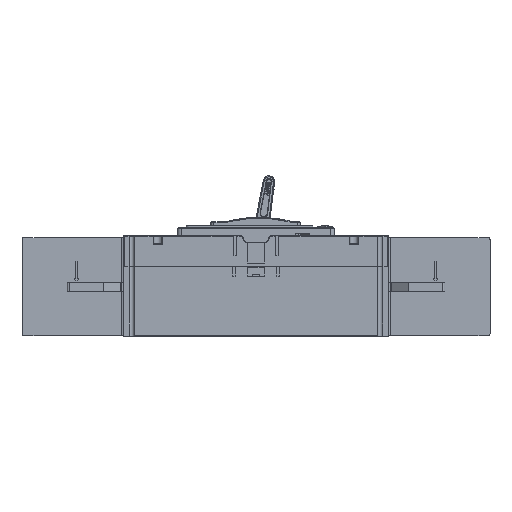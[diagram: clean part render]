
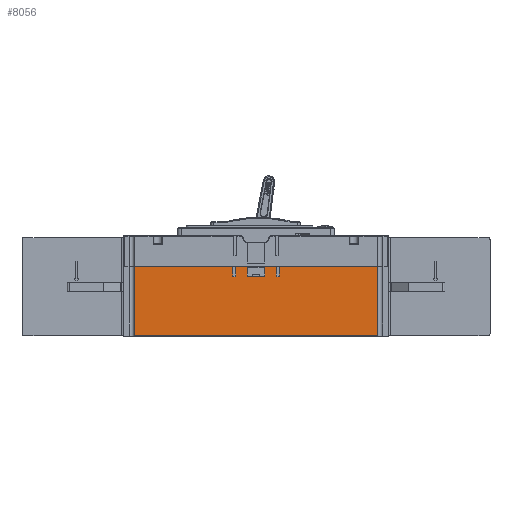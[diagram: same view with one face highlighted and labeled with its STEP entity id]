
A CAD part, left-side view. The second image highlights one B-rep face of the part: STEP entity #8056.
In plain terms, the highlighted planar face has unit normal (-1, 0, 0).
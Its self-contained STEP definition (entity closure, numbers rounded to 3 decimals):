
#8056=ADVANCED_FACE('',(#15704),#11369,.F.);
#11369=PLANE('',#95209);
#15704=FACE_OUTER_BOUND('',#20563,.T.);
#20563=EDGE_LOOP('',(#42905,#42906,#42907,#42908,#42909,#42910,#42911,#42912,
#42913,#42914,#42915,#42916,#42917,#42918,#42919,#42920,#42921,#42922,#42923,
#42924,#42925,#42926));
#24279=CIRCLE('',#95203,0.5);
#24280=CIRCLE('',#95204,0.5);
#24281=CIRCLE('',#95205,0.5);
#24282=CIRCLE('',#95206,0.5);
#24283=CIRCLE('',#95207,0.5);
#24284=CIRCLE('',#95208,0.5);
#42905=ORIENTED_EDGE('',*,*,#68110,.F.);
#42906=ORIENTED_EDGE('',*,*,#68111,.T.);
#42907=ORIENTED_EDGE('',*,*,#68112,.T.);
#42908=ORIENTED_EDGE('',*,*,#68113,.T.);
#42909=ORIENTED_EDGE('',*,*,#68114,.T.);
#42910=ORIENTED_EDGE('',*,*,#68115,.T.);
#42911=ORIENTED_EDGE('',*,*,#68116,.F.);
#42912=ORIENTED_EDGE('',*,*,#68117,.T.);
#42913=ORIENTED_EDGE('',*,*,#68118,.F.);
#42914=ORIENTED_EDGE('',*,*,#68119,.T.);
#42915=ORIENTED_EDGE('',*,*,#68120,.T.);
#42916=ORIENTED_EDGE('',*,*,#68121,.T.);
#42917=ORIENTED_EDGE('',*,*,#68122,.F.);
#42918=ORIENTED_EDGE('',*,*,#68123,.T.);
#42919=ORIENTED_EDGE('',*,*,#68124,.T.);
#42920=ORIENTED_EDGE('',*,*,#68125,.T.);
#42921=ORIENTED_EDGE('',*,*,#68126,.F.);
#42922=ORIENTED_EDGE('',*,*,#68127,.T.);
#42923=ORIENTED_EDGE('',*,*,#68128,.F.);
#42924=ORIENTED_EDGE('',*,*,#68129,.T.);
#42925=ORIENTED_EDGE('',*,*,#68130,.F.);
#42926=ORIENTED_EDGE('',*,*,#68131,.T.);
#56518=VERTEX_POINT('',#149717);
#56519=VERTEX_POINT('',#149718);
#56520=VERTEX_POINT('',#149720);
#56521=VERTEX_POINT('',#149722);
#56522=VERTEX_POINT('',#149724);
#56523=VERTEX_POINT('',#149726);
#56524=VERTEX_POINT('',#149728);
#56525=VERTEX_POINT('',#149730);
#56526=VERTEX_POINT('',#149732);
#56527=VERTEX_POINT('',#149734);
#56528=VERTEX_POINT('',#149736);
#56529=VERTEX_POINT('',#149738);
#56530=VERTEX_POINT('',#149740);
#56531=VERTEX_POINT('',#149742);
#56532=VERTEX_POINT('',#149744);
#56533=VERTEX_POINT('',#149746);
#56534=VERTEX_POINT('',#149748);
#56535=VERTEX_POINT('',#149750);
#56536=VERTEX_POINT('',#149752);
#56537=VERTEX_POINT('',#149754);
#56538=VERTEX_POINT('',#149756);
#56539=VERTEX_POINT('',#149758);
#68110=EDGE_CURVE('',#56518,#56519,#77886,.T.);
#68111=EDGE_CURVE('',#56518,#56520,#24279,.T.);
#68112=EDGE_CURVE('',#56520,#56521,#77887,.T.);
#68113=EDGE_CURVE('',#56521,#56522,#77888,.T.);
#68114=EDGE_CURVE('',#56522,#56523,#77889,.T.);
#68115=EDGE_CURVE('',#56523,#56524,#24280,.T.);
#68116=EDGE_CURVE('',#56525,#56524,#77890,.T.);
#68117=EDGE_CURVE('',#56525,#56526,#24281,.T.);
#68118=EDGE_CURVE('',#56527,#56526,#77891,.T.);
#68119=EDGE_CURVE('',#56527,#56528,#77892,.T.);
#68120=EDGE_CURVE('',#56528,#56529,#77893,.T.);
#68121=EDGE_CURVE('',#56529,#56530,#77894,.T.);
#68122=EDGE_CURVE('',#56531,#56530,#77895,.T.);
#68123=EDGE_CURVE('',#56531,#56532,#77896,.T.);
#68124=EDGE_CURVE('',#56532,#56533,#77897,.T.);
#68125=EDGE_CURVE('',#56533,#56534,#24282,.T.);
#68126=EDGE_CURVE('',#56535,#56534,#77898,.T.);
#68127=EDGE_CURVE('',#56535,#56536,#24283,.T.);
#68128=EDGE_CURVE('',#56537,#56536,#77899,.T.);
#68129=EDGE_CURVE('',#56537,#56538,#77900,.T.);
#68130=EDGE_CURVE('',#56539,#56538,#77901,.T.);
#68131=EDGE_CURVE('',#56539,#56519,#24284,.T.);
#77886=LINE('',#149716,#87092);
#77887=LINE('',#149721,#87093);
#77888=LINE('',#149723,#87094);
#77889=LINE('',#149725,#87095);
#77890=LINE('',#149729,#87096);
#77891=LINE('',#149733,#87097);
#77892=LINE('',#149735,#87098);
#77893=LINE('',#149737,#87099);
#77894=LINE('',#149739,#87100);
#77895=LINE('',#149741,#87101);
#77896=LINE('',#149743,#87102);
#77897=LINE('',#149745,#87103);
#77898=LINE('',#149749,#87104);
#77899=LINE('',#149753,#87105);
#77900=LINE('',#149755,#87106);
#77901=LINE('',#149757,#87107);
#87092=VECTOR('',#113906,1.);
#87093=VECTOR('',#113909,1.);
#87094=VECTOR('',#113910,1.);
#87095=VECTOR('',#113911,1.);
#87096=VECTOR('',#113914,1.);
#87097=VECTOR('',#113917,1.);
#87098=VECTOR('',#113918,1.);
#87099=VECTOR('',#113919,1.);
#87100=VECTOR('',#113920,1.);
#87101=VECTOR('',#113921,1.);
#87102=VECTOR('',#113922,1.);
#87103=VECTOR('',#113923,1.);
#87104=VECTOR('',#113926,1.);
#87105=VECTOR('',#113929,1.);
#87106=VECTOR('',#113930,1.);
#87107=VECTOR('',#113931,1.);
#95203=AXIS2_PLACEMENT_3D('',#149719,#113907,#113908);
#95204=AXIS2_PLACEMENT_3D('',#149727,#113912,#113913);
#95205=AXIS2_PLACEMENT_3D('',#149731,#113915,#113916);
#95206=AXIS2_PLACEMENT_3D('',#149747,#113924,#113925);
#95207=AXIS2_PLACEMENT_3D('',#149751,#113927,#113928);
#95208=AXIS2_PLACEMENT_3D('',#149759,#113932,#113933);
#95209=AXIS2_PLACEMENT_3D('',#149760,#113934,#113935);
#113906=DIRECTION('',(0.,-1.,0.));
#113907=DIRECTION('',(1.,0.,0.));
#113908=DIRECTION('',(0.,0.,-1.));
#113909=DIRECTION('',(0.,0.,1.));
#113910=DIRECTION('',(0.,1.,0.));
#113911=DIRECTION('',(0.,0.,-1.));
#113912=DIRECTION('',(1.,0.,0.));
#113913=DIRECTION('',(0.,0.,-1.));
#113914=DIRECTION('',(0.,-1.,0.));
#113915=DIRECTION('',(1.,0.,0.));
#113916=DIRECTION('',(0.,0.,-1.));
#113917=DIRECTION('',(0.,0.,-1.));
#113918=DIRECTION('',(0.,1.,0.));
#113919=DIRECTION('',(0.,0.,-1.));
#113920=DIRECTION('',(0.,-1.,0.));
#113921=DIRECTION('',(0.,0.,-1.));
#113922=DIRECTION('',(0.,1.,0.));
#113923=DIRECTION('',(0.,0.,-1.));
#113924=DIRECTION('',(1.,0.,0.));
#113925=DIRECTION('',(0.,0.,-1.));
#113926=DIRECTION('',(0.,-1.,0.));
#113927=DIRECTION('',(1.,0.,0.));
#113928=DIRECTION('',(0.,0.,-1.));
#113929=DIRECTION('',(0.,0.,-1.));
#113930=DIRECTION('',(0.,1.,0.));
#113931=DIRECTION('',(0.,0.,1.));
#113932=DIRECTION('',(1.,0.,0.));
#113933=DIRECTION('',(0.,0.,-1.));
#113934=DIRECTION('',(1.,0.,0.));
#113935=DIRECTION('',(0.,1.,0.));
#149716=CARTESIAN_POINT('',(143.81,135.154,-13.3));
#149717=CARTESIAN_POINT('',(143.81,134.654,-13.3));
#149718=CARTESIAN_POINT('',(143.81,117.654,-13.3));
#149719=CARTESIAN_POINT('',(143.81,134.654,-12.8));
#149720=CARTESIAN_POINT('',(143.81,135.154,-12.8));
#149721=CARTESIAN_POINT('',(143.81,135.154,-104.97));
#149722=CARTESIAN_POINT('',(143.81,135.154,-3.));
#149723=CARTESIAN_POINT('',(143.81,135.154,-3.));
#149724=CARTESIAN_POINT('',(143.81,146.654,-3.));
#149725=CARTESIAN_POINT('',(143.81,146.654,-3.));
#149726=CARTESIAN_POINT('',(143.81,146.654,-12.8));
#149727=CARTESIAN_POINT('',(143.81,147.154,-12.8));
#149728=CARTESIAN_POINT('',(143.81,147.154,-13.3));
#149729=CARTESIAN_POINT('',(143.81,149.654,-13.3));
#149730=CARTESIAN_POINT('',(143.81,149.154,-13.3));
#149731=CARTESIAN_POINT('',(143.81,149.154,-12.8));
#149732=CARTESIAN_POINT('',(143.81,149.654,-12.8));
#149733=CARTESIAN_POINT('',(143.81,149.654,-3.));
#149734=CARTESIAN_POINT('',(143.81,149.654,-3.));
#149735=CARTESIAN_POINT('',(143.81,149.654,-3.));
#149736=CARTESIAN_POINT('',(143.81,250.154,-3.));
#149737=CARTESIAN_POINT('',(143.81,250.154,-694.02));
#149738=CARTESIAN_POINT('',(143.81,250.154,-73.5));
#149739=CARTESIAN_POINT('',(143.81,101.154,-73.5));
#149740=CARTESIAN_POINT('',(143.81,2.154,-73.5));
#149741=CARTESIAN_POINT('',(143.81,2.154,-694.02));
#149742=CARTESIAN_POINT('',(143.81,2.154,-3.));
#149743=CARTESIAN_POINT('',(143.81,101.154,-3.));
#149744=CARTESIAN_POINT('',(143.81,102.654,-3.));
#149745=CARTESIAN_POINT('',(143.81,102.654,-3.));
#149746=CARTESIAN_POINT('',(143.81,102.654,-12.8));
#149747=CARTESIAN_POINT('',(143.81,103.154,-12.8));
#149748=CARTESIAN_POINT('',(143.81,103.154,-13.3));
#149749=CARTESIAN_POINT('',(143.81,105.654,-13.3));
#149750=CARTESIAN_POINT('',(143.81,105.154,-13.3));
#149751=CARTESIAN_POINT('',(143.81,105.154,-12.8));
#149752=CARTESIAN_POINT('',(143.81,105.654,-12.8));
#149753=CARTESIAN_POINT('',(143.81,105.654,-3.));
#149754=CARTESIAN_POINT('',(143.81,105.654,-3.));
#149755=CARTESIAN_POINT('',(143.81,105.654,-3.));
#149756=CARTESIAN_POINT('',(143.81,117.154,-3.));
#149757=CARTESIAN_POINT('',(143.81,117.154,-104.97));
#149758=CARTESIAN_POINT('',(143.81,117.154,-12.8));
#149759=CARTESIAN_POINT('',(143.81,117.654,-12.8));
#149760=CARTESIAN_POINT('',(143.81,101.154,-3.));
